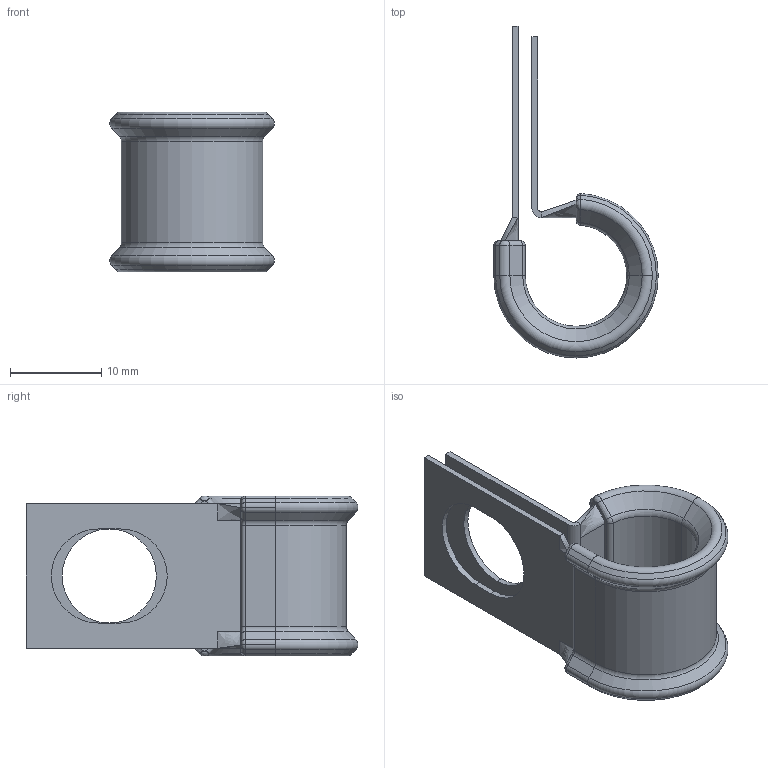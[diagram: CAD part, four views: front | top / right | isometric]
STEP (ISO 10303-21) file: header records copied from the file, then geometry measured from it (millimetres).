
FILE_DESCRIPTION (( 'STEP AP214' ), '1' );
FILE_NAME ('CFV0813Z2.step', '2018-10-31T18:07:21', ( 'User' ), ( 'Microsoft' ), 'SwSTEP 2.0', 'SolidWorks 2018', '' );
FILE_SCHEMA (( 'AUTOMOTIVE_DESIGN' ));
Length unit declared in the file: inch
Products named in the file (1): CFV0813Z2
Bounding box: 18.03 x 36.37 x 17.54 mm (x, y, z)
Volume: 1771.1 mm3; surface area: 2723.9 mm2
Topology: 1 solids, 1 shells, 118 faces, 289 edges, 175 vertices
Faces by surface type: cylinder 31, bspline 27, torus 26, plane 25, cone 9
Entity records: 5672 total; most frequent: CARTESIAN_POINT 1659, ORIENTED_EDGE 578, DIRECTION 563, EDGE_CURVE 289, AXIS2_PLACEMENT_3D 219, VERTEX_POINT 175, CIRCLE 127, LINE 125
